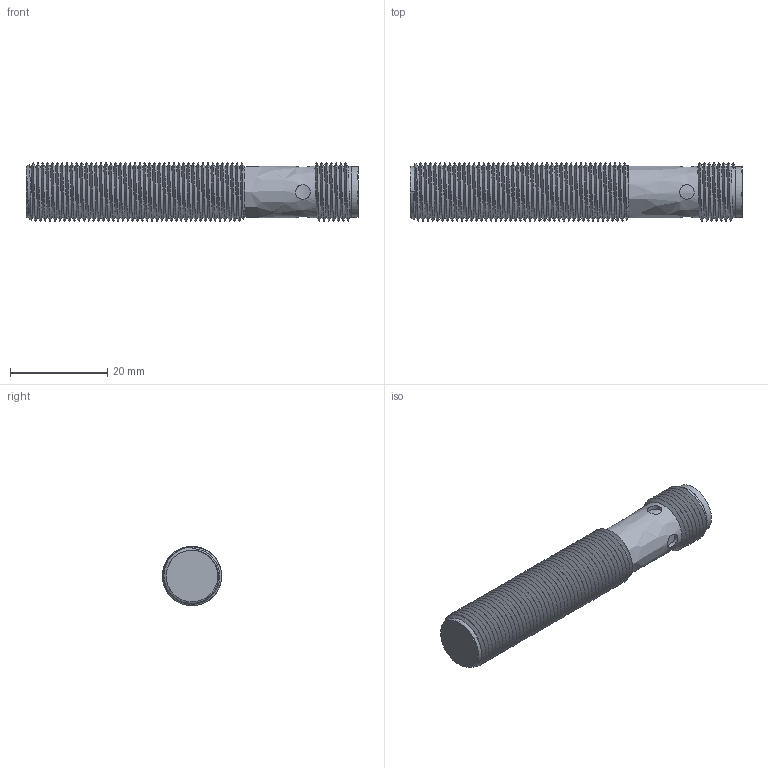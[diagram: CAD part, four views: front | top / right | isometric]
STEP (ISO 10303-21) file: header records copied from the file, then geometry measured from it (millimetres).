
FILE_DESCRIPTION( ('This file contains a STEP AP42 implementation' ,'as created by ZW3D STEP Interface translator.') ,'2;1' );
FILE_NAME( 'FCM1-1202X-XBS4.stp' ,'20 623.182144', (''), ('ZWCAD Software Co.'), 'Version 1.0', 'ZW3D to STEP translator', '' );
FILE_SCHEMA(('AUTOMOTIVE_DESIGN'));
Length unit declared in the file: millimetre
Products named in the file (2): 0; FCM1-1805X-XBS4
Bounding box: 68.35 x 12.16 x 12.16 mm (x, y, z)
Volume: 6028.2 mm3; surface area: 7281.7 mm2
Topology: 3 solids, 4 shells, 56 faces, 124 edges, 79 vertices
Faces by surface type: bspline 56
Entity records: 4655 total; most frequent: CARTESIAN_POINT 3843, ORIENTED_EDGE 233, EDGE_CURVE 118, VERTEX_POINT 78, B_SPLINE_CURVE_WITH_KNOTS 71, EDGE_LOOP 65, FACE_OUTER_BOUND 56, ADVANCED_FACE 56
